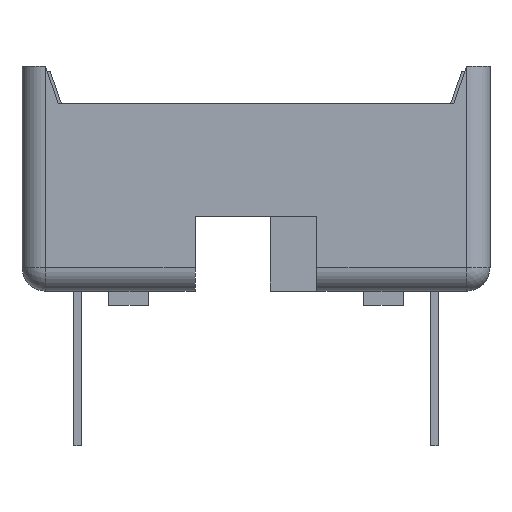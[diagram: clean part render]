
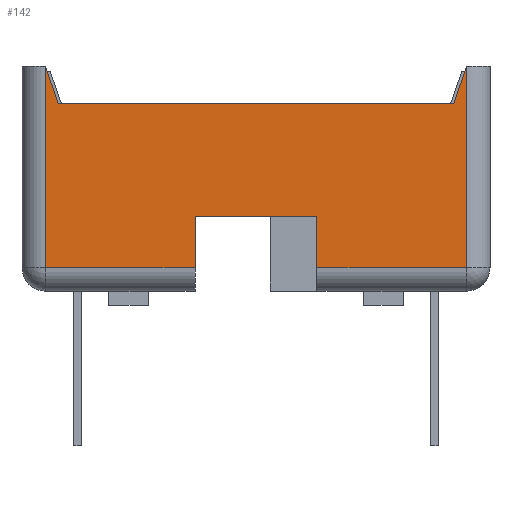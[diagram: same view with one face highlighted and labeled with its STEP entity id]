
A CAD part, left-side view. The second image highlights one B-rep face of the part: STEP entity #142.
In plain terms, the highlighted planar face has unit normal (-1, 0, 0).
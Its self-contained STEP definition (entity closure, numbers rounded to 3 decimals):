
#142=ADVANCED_FACE('',(#812),#813,.T.);
#812=FACE_OUTER_BOUND('',#1957,.T.);
#813=PLANE('',#1958);
#1957=EDGE_LOOP('',(#3824,#3825,#3826,#3827,#3828,#3829,#3830,#3831,#3832,#3833));
#1958=AXIS2_PLACEMENT_3D('',#3834,#3835,#3836);
#3824=ORIENTED_EDGE('',*,*,#8195,.T.);
#3825=ORIENTED_EDGE('',*,*,#8146,.T.);
#3826=ORIENTED_EDGE('',*,*,#8072,.T.);
#3827=ORIENTED_EDGE('',*,*,#8196,.T.);
#3828=ORIENTED_EDGE('',*,*,#8003,.T.);
#3829=ORIENTED_EDGE('',*,*,#8000,.T.);
#3830=ORIENTED_EDGE('',*,*,#8191,.T.);
#3831=ORIENTED_EDGE('',*,*,#7882,.T.);
#3832=ORIENTED_EDGE('',*,*,#7876,.T.);
#3833=ORIENTED_EDGE('',*,*,#8197,.T.);
#3834=CARTESIAN_POINT('',(-10.16,0.0,0.0));
#3835=DIRECTION('',(-1.0,0.0,0.0));
#3836=DIRECTION('',(0.0,0.0,1.0));
#7876=EDGE_CURVE('',#9624,#9615,#9625,.T.);
#7882=EDGE_CURVE('',#9635,#9624,#9636,.T.);
#8000=EDGE_CURVE('',#9851,#9849,#9852,.T.);
#8003=EDGE_CURVE('',#9855,#9851,#9856,.T.);
#8072=EDGE_CURVE('',#9976,#9870,#9979,.T.);
#8146=EDGE_CURVE('',#10107,#9976,#10108,.T.);
#8191=EDGE_CURVE('',#9849,#9635,#10190,.T.);
#8195=EDGE_CURVE('',#9602,#10107,#10194,.T.);
#8196=EDGE_CURVE('',#9870,#9855,#10195,.T.);
#8197=EDGE_CURVE('',#9615,#9602,#10196,.T.);
#9602=VERTEX_POINT('',#12281);
#9615=VERTEX_POINT('',#12299);
#9624=VERTEX_POINT('',#12311);
#9625=LINE('',#12312,#12313);
#9635=VERTEX_POINT('',#12327);
#9636=LINE('',#12328,#12329);
#9849=VERTEX_POINT('',#12655);
#9851=VERTEX_POINT('',#12658);
#9852=LINE('',#12659,#12660);
#9855=VERTEX_POINT('',#12664);
#9856=LINE('',#12665,#12666);
#9870=VERTEX_POINT('',#12683);
#9976=VERTEX_POINT('',#12845);
#9979=LINE('',#12850,#12851);
#10107=VERTEX_POINT('',#13048);
#10108=LINE('',#13049,#13050);
#10190=LINE('',#13174,#13175);
#10194=LINE('',#13182,#13183);
#10195=LINE('',#13184,#13185);
#10196=LINE('',#13186,#13187);
#12281=CARTESIAN_POINT('',(-10.16,-4.5,0.0));
#12299=CARTESIAN_POINT('',(-10.16,-4.5,-4.3));
#12311=CARTESIAN_POINT('',(-10.16,-1.3,-4.3));
#12312=CARTESIAN_POINT('',(-10.16,-1.3,-4.3));
#12313=VECTOR('',#16126,3.2);
#12327=CARTESIAN_POINT('',(-10.16,-1.3,-3.2));
#12328=CARTESIAN_POINT('',(-10.16,-1.3,-3.2));
#12329=VECTOR('',#16134,1.1);
#12655=CARTESIAN_POINT('',(-10.16,1.3,-3.2));
#12658=CARTESIAN_POINT('',(-10.16,1.3,-4.3));
#12659=CARTESIAN_POINT('',(-10.16,1.3,-4.3));
#12660=VECTOR('',#16258,1.1);
#12664=CARTESIAN_POINT('',(-10.16,4.5,-4.3));
#12665=CARTESIAN_POINT('',(-10.16,4.5,-4.3));
#12666=VECTOR('',#16263,3.2);
#12683=CARTESIAN_POINT('',(-10.16,4.5,0.0));
#12845=CARTESIAN_POINT('',(-10.16,4.225,-0.8));
#12850=CARTESIAN_POINT('',(-10.16,4.225,-0.8));
#12851=VECTOR('',#16346,0.846);
#13048=CARTESIAN_POINT('',(-10.16,-4.225,-0.8));
#13049=CARTESIAN_POINT('',(-10.16,-4.225,-0.8));
#13050=VECTOR('',#16428,8.45);
#13174=CARTESIAN_POINT('',(-10.16,1.3,-3.2));
#13175=VECTOR('',#16477,2.6);
#13182=CARTESIAN_POINT('',(-10.16,-4.5,0.0));
#13183=VECTOR('',#16481,0.846);
#13184=CARTESIAN_POINT('',(-10.16,4.5,0.0));
#13185=VECTOR('',#16482,4.3);
#13186=CARTESIAN_POINT('',(-10.16,-4.5,-4.3));
#13187=VECTOR('',#16483,4.3);
#16126=DIRECTION('',(0.0,-1.0,0.0));
#16134=DIRECTION('',(0.0,0.0,-1.0));
#16258=DIRECTION('',(0.0,0.0,1.0));
#16263=DIRECTION('',(0.0,-1.0,0.0));
#16346=DIRECTION('',(0.0,0.325,0.946));
#16428=DIRECTION('',(0.0,1.0,0.0));
#16477=DIRECTION('',(0.0,-1.0,0.0));
#16481=DIRECTION('',(0.0,0.325,-0.946));
#16482=DIRECTION('',(0.0,0.0,-1.0));
#16483=DIRECTION('',(0.0,0.0,1.0));
